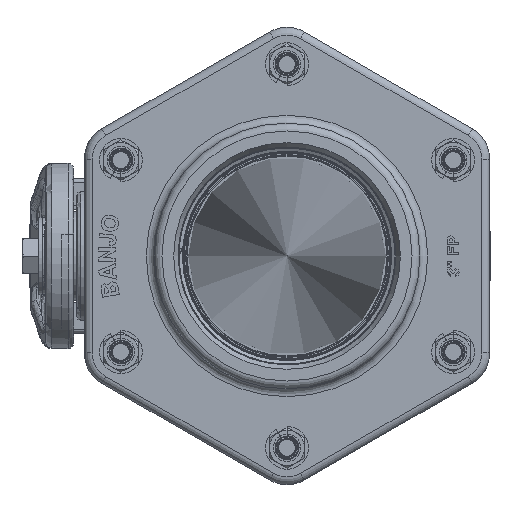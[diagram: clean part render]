
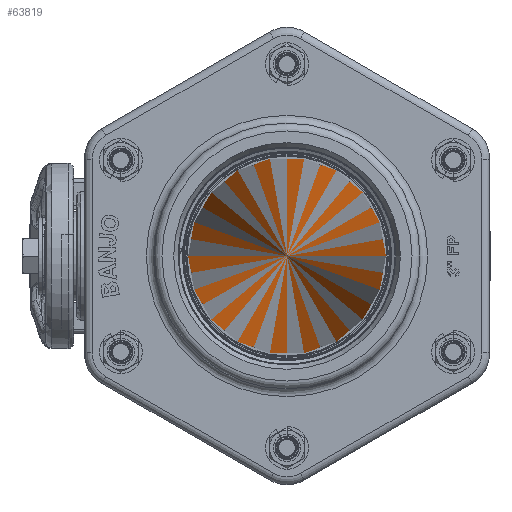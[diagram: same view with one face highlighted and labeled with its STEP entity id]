
A CAD part, left-side view. The second image highlights one B-rep face of the part: STEP entity #63819.
In plain terms, the highlighted conical face has half-angle 1.78 degrees and reference radius 43.904 mm.
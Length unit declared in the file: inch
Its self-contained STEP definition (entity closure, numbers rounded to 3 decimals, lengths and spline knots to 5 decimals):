
#428=CONICAL_SURFACE('',#67218,1.72849,0.031);
#3329=B_SPLINE_CURVE_WITH_KNOTS('',3,(#102408,#102409,#102410,#102411,#102412,
#102413,#102414,#102415,#102416,#102417,#102418,#102419,#102420,#102421,
#102422,#102423,#102424),.UNSPECIFIED.,.F.,.F.,(4,1,1,1,1,1,1,1,1,1,1,1,
1,1,4),(59.69026,59.71468,60.20819,60.7017,
61.19521,61.68872,62.18223,62.67574,63.16925,
63.66276,64.15627,64.64978,65.14329,65.6368,
65.97345),.UNSPECIFIED.);
#7068=FACE_OUTER_BOUND('',#10847,.T.);
#10847=EDGE_LOOP('',(#51272,#51273,#51274));
#16223=LINE('',#102407,#22638);
#16224=LINE('',#102425,#22639);
#22638=VECTOR('',#75582,1.72849);
#22639=VECTOR('',#75583,1.72849);
#28860=VERTEX_POINT('',#102381);
#28864=VERTEX_POINT('',#102405);
#28865=VERTEX_POINT('',#102406);
#36781=EDGE_CURVE('',#28864,#28865,#16223,.T.);
#36782=EDGE_CURVE('',#28864,#28860,#3329,.T.);
#36783=EDGE_CURVE('',#28860,#28865,#16224,.T.);
#51272=ORIENTED_EDGE('',*,*,#36781,.F.);
#51273=ORIENTED_EDGE('',*,*,#36782,.T.);
#51274=ORIENTED_EDGE('',*,*,#36783,.T.);
#63819=ADVANCED_FACE('',(#7068),#428,.F.);
#67218=AXIS2_PLACEMENT_3D('',#102404,#75580,#75581);
#75580=DIRECTION('center_axis',(0.,0.,1.));
#75581=DIRECTION('ref_axis',(0.,1.,0.));
#75582=DIRECTION('',(0.,0.031,-1.));
#75583=DIRECTION('',(0.,-0.031,1.));
#102381=CARTESIAN_POINT('',(0.,-1.71471,0.25045));
#102404=CARTESIAN_POINT('Origin',(0.,0.,0.69375));
#102405=CARTESIAN_POINT('',(0.,-1.71754,0.34136));
#102406=CARTESIAN_POINT('',(0.,-1.71498,0.25886));
#102407=CARTESIAN_POINT('',(0.,-1.72849,0.69375));
#102408=CARTESIAN_POINT('Ctrl Pts',(-0.00001,-1.71767,
0.34136));
#102409=CARTESIAN_POINT('Ctrl Pts',(-0.01399,-1.71767,
0.34125));
#102410=CARTESIAN_POINT('Ctrl Pts',(-0.31044,-1.71405,
0.33875));
#102411=CARTESIAN_POINT('Ctrl Pts',(-0.88554,-1.55399,
0.33387));
#102412=CARTESIAN_POINT('Ctrl Pts',(-1.51583,-0.94894,
0.32673));
#102413=CARTESIAN_POINT('Ctrl Pts',(-1.78425,-0.11761,
0.31959));
#102414=CARTESIAN_POINT('Ctrl Pts',(-1.62685,0.74156,
0.31245));
#102415=CARTESIAN_POINT('Ctrl Pts',(-1.0813,1.42356,
0.30531));
#102416=CARTESIAN_POINT('Ctrl Pts',(-0.27787,1.7657,
0.29817));
#102417=CARTESIAN_POINT('Ctrl Pts',(0.59166,1.68642,
0.29103));
#102418=CARTESIAN_POINT('Ctrl Pts',(1.31978,1.20476,0.28389));
#102419=CARTESIAN_POINT('Ctrl Pts',(1.73279,0.43574,
0.27675));
#102420=CARTESIAN_POINT('Ctrl Pts',(1.73222,-0.43706,
0.26961));
#102421=CARTESIAN_POINT('Ctrl Pts',(1.31831,-1.20534,
0.26247));
#102422=CARTESIAN_POINT('Ctrl Pts',(0.66711,-1.6349,
0.25608));
#102423=CARTESIAN_POINT('Ctrl Pts',(0.1924,-1.71454,
0.25208));
#102424=CARTESIAN_POINT('Ctrl Pts',(-0.00004,-1.71464,
0.25045));
#102425=CARTESIAN_POINT('',(0.,-1.72849,0.69375));
